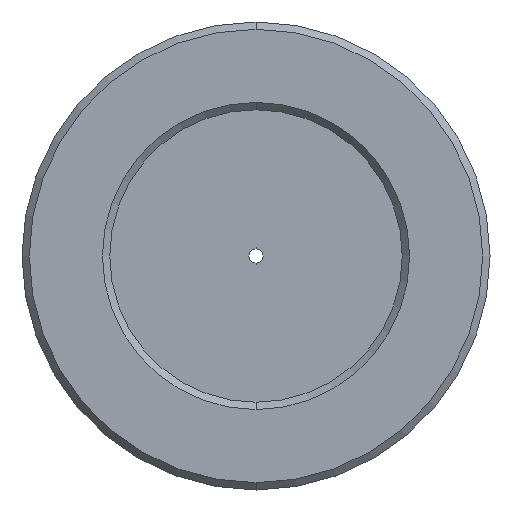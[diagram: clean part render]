
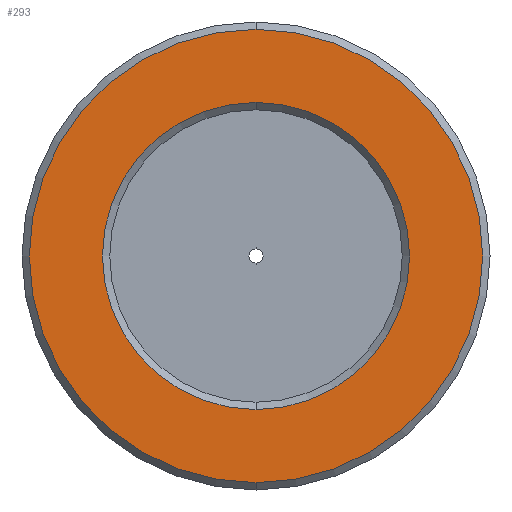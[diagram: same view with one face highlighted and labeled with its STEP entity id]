
A CAD part, front view. The second image highlights one B-rep face of the part: STEP entity #293.
In plain terms, the highlighted planar face has unit normal (0, -1, 0).
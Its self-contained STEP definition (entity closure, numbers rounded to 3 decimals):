
#1 = CARTESIAN_POINT ( 'NONE',  ( 0., 0., 0. ) ) ;
#4 = VERTEX_POINT ( 'NONE', #348 ) ;
#34 = AXIS2_PLACEMENT_3D ( 'NONE', #1, #426, #474 ) ;
#36 = PLANE ( 'NONE',  #259 ) ;
#97 = AXIS2_PLACEMENT_3D ( 'NONE', #506, #222, #460 ) ;
#140 = CARTESIAN_POINT ( 'NONE',  ( 0., 0., -10.5 ) ) ;
#175 = EDGE_CURVE ( 'NONE', #4, #599, #260, .T. ) ;
#180 = ORIENTED_EDGE ( 'NONE', *, *, #175, .T. ) ;
#216 = FACE_OUTER_BOUND ( 'NONE', #495, .T. ) ;
#222 = DIRECTION ( 'NONE',  ( 0., 1., 0. ) ) ;
#228 = ORIENTED_EDGE ( 'NONE', *, *, #406, .T. ) ;
#240 = DIRECTION ( 'NONE',  ( 0., -1., 0. ) ) ;
#256 = DIRECTION ( 'NONE',  ( 0., -1., 0. ) ) ;
#259 = AXIS2_PLACEMENT_3D ( 'NONE', #435, #240, #485 ) ;
#260 = CIRCLE ( 'NONE', #510, 15.5 ) ;
#267 = EDGE_CURVE ( 'NONE', #319, #340, #452, .T. ) ;
#272 = DIRECTION ( 'NONE',  ( 0., 0., -1. ) ) ;
#280 = CIRCLE ( 'NONE', #34, 15.5 ) ;
#293 = ADVANCED_FACE ( 'NONE', ( #576, #216 ), #36, .T. ) ;
#305 = CARTESIAN_POINT ( 'NONE',  ( 0., 0., 0. ) ) ;
#319 = VERTEX_POINT ( 'NONE', #140 ) ;
#325 = EDGE_LOOP ( 'NONE', ( #333, #476 ) ) ;
#333 = ORIENTED_EDGE ( 'NONE', *, *, #267, .T. ) ;
#340 = VERTEX_POINT ( 'NONE', #505 ) ;
#348 = CARTESIAN_POINT ( 'NONE',  ( 0., 0., 15.5 ) ) ;
#357 = AXIS2_PLACEMENT_3D ( 'NONE', #390, #372, #272 ) ;
#365 = EDGE_CURVE ( 'NONE', #340, #319, #535, .T. ) ;
#372 = DIRECTION ( 'NONE',  ( 0., 1., 0. ) ) ;
#390 = CARTESIAN_POINT ( 'NONE',  ( 0., 0., 0. ) ) ;
#406 = EDGE_CURVE ( 'NONE', #599, #4, #280, .T. ) ;
#426 = DIRECTION ( 'NONE',  ( 0., -1., 0. ) ) ;
#432 = CARTESIAN_POINT ( 'NONE',  ( 0., 0., -15.5 ) ) ;
#435 = CARTESIAN_POINT ( 'NONE',  ( 0., 0., 0. ) ) ;
#452 = CIRCLE ( 'NONE', #357, 10.5 ) ;
#460 = DIRECTION ( 'NONE',  ( 0., 0., -1. ) ) ;
#474 = DIRECTION ( 'NONE',  ( 0., 0., -1. ) ) ;
#476 = ORIENTED_EDGE ( 'NONE', *, *, #365, .T. ) ;
#485 = DIRECTION ( 'NONE',  ( 0., 0., -1. ) ) ;
#495 = EDGE_LOOP ( 'NONE', ( #180, #228 ) ) ;
#505 = CARTESIAN_POINT ( 'NONE',  ( 0., 0., 10.5 ) ) ;
#506 = CARTESIAN_POINT ( 'NONE',  ( 0., 0., 0. ) ) ;
#510 = AXIS2_PLACEMENT_3D ( 'NONE', #305, #256, #537 ) ;
#535 = CIRCLE ( 'NONE', #97, 10.5 ) ;
#537 = DIRECTION ( 'NONE',  ( 0., 0., -1. ) ) ;
#576 = FACE_BOUND ( 'NONE', #325, .T. ) ;
#599 = VERTEX_POINT ( 'NONE', #432 ) ;
